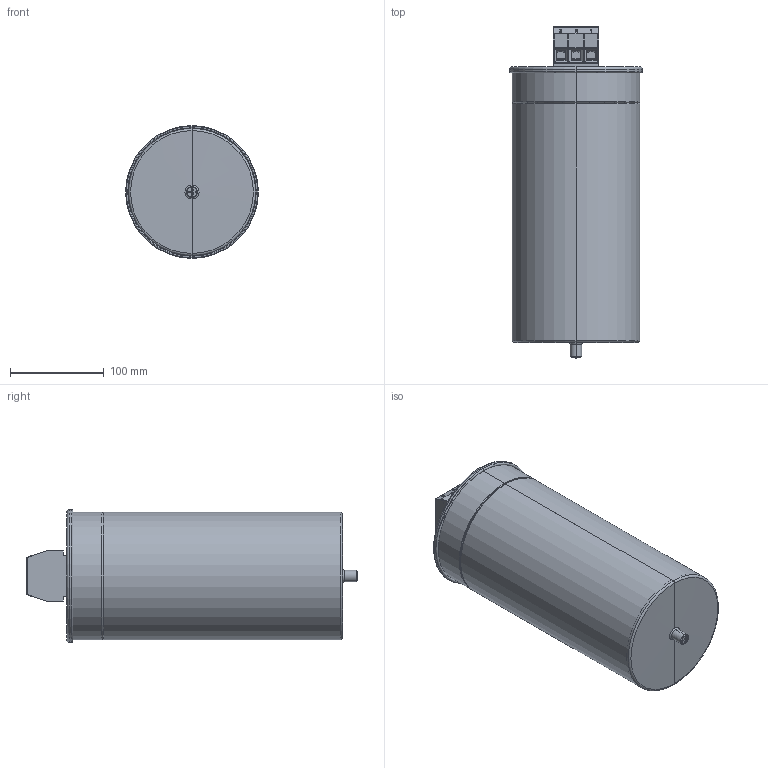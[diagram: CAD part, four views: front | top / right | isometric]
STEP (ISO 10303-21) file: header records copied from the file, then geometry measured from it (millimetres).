
FILE_DESCRIPTION (( 'STEP AP203' ), '1' );
FILE_NAME ('GM3_S29-00003X.STEP', '2025-06-04T06:12:13', ( '' ), ( '' ), 'SwSTEP 2.0', 'SolidWorks 2024', '' );
FILE_SCHEMA (( 'CONFIG_CONTROL_DESIGN' ));
Length unit declared in the file: millimetre
Products named in the file (1): GM3_S29-00003X
Bounding box: 142 x 355.05 x 142 mm (x, y, z)
Volume: 229004.6 mm3; surface area: 398949.7 mm2
Topology: 28 solids, 28 shells, 2919 faces, 7754 edges, 4948 vertices
Faces by surface type: plane 1807, cylinder 513, cone 363, bspline 127, torus 106, sphere 3
Entity records: 100916 total; most frequent: CARTESIAN_POINT 29988, ORIENTED_EDGE 15490, DIRECTION 13861, EDGE_CURVE 7745, VERTEX_POINT 4942, VECTOR 4879, LINE 4879, AXIS2_PLACEMENT_3D 4491
